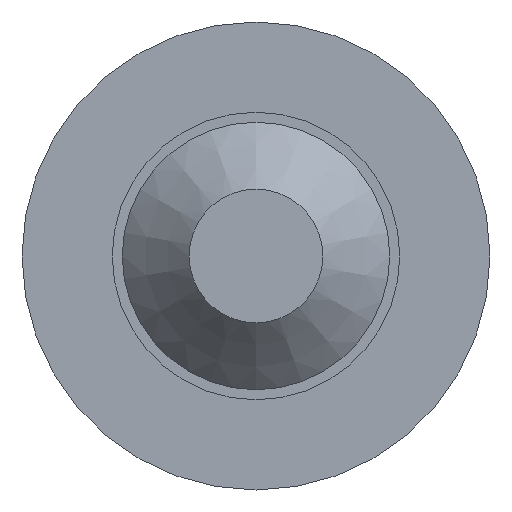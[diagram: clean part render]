
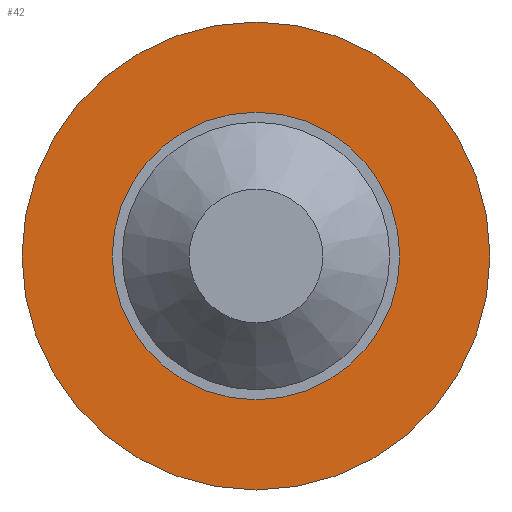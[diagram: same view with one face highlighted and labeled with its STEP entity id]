
A CAD part, left-side view. The second image highlights one B-rep face of the part: STEP entity #42.
In plain terms, the highlighted planar face has unit normal (-1, 0, 0).
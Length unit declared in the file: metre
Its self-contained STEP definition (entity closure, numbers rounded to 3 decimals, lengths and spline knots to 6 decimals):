
#42 = ADVANCED_FACE( '', ( #83, #84 ), #85, .T. );
#83 = FACE_OUTER_BOUND( '', #120, .T. );
#84 = FACE_BOUND( '', #121, .T. );
#85 = PLANE( '', #122 );
#120 = EDGE_LOOP( '', ( #161 ) );
#121 = EDGE_LOOP( '', ( #162 ) );
#122 = AXIS2_PLACEMENT_3D( '', #163, #164, #165 );
#161 = ORIENTED_EDGE( '', *, *, #190, .F. );
#162 = ORIENTED_EDGE( '', *, *, #184, .T. );
#163 = CARTESIAN_POINT( '', ( 0.029587, 0.050724, 0.594865 ) );
#164 = DIRECTION( '', ( -1., 0., 0. ) );
#165 = DIRECTION( '', ( 0., 0., 1. ) );
#184 = EDGE_CURVE( '', #202, #202, #203, .T. );
#190 = EDGE_CURVE( '', #211, #211, #212, .T. );
#202 = VERTEX_POINT( '', #224 );
#203 = CIRCLE( '', #225, 0.00215 );
#211 = VERTEX_POINT( '', #233 );
#212 = CIRCLE( '', #234, 0.0035 );
#224 = CARTESIAN_POINT( '', ( 0.029587, 0.050724, 0.592715 ) );
#225 = AXIS2_PLACEMENT_3D( '', #246, #247, #248 );
#233 = CARTESIAN_POINT( '', ( 0.029587, 0.050724, 0.591365 ) );
#234 = AXIS2_PLACEMENT_3D( '', #255, #256, #257 );
#246 = CARTESIAN_POINT( '', ( 0.029587, 0.050724, 0.594865 ) );
#247 = DIRECTION( '', ( 1., 0., 0. ) );
#248 = DIRECTION( '', ( 0., 0., -1. ) );
#255 = CARTESIAN_POINT( '', ( 0.029587, 0.050724, 0.594865 ) );
#256 = DIRECTION( '', ( 1., 0., 0. ) );
#257 = DIRECTION( '', ( 0., 0., -1. ) );
